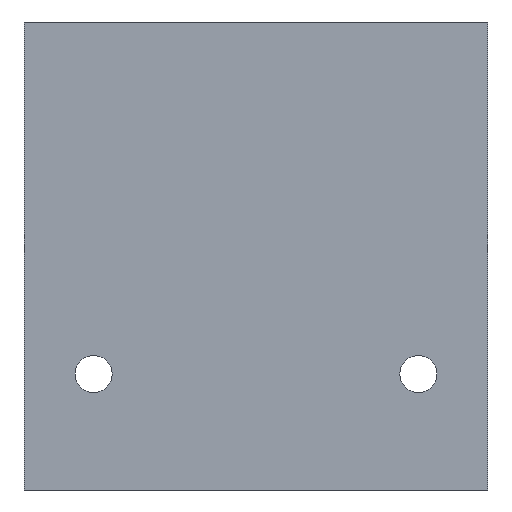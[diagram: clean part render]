
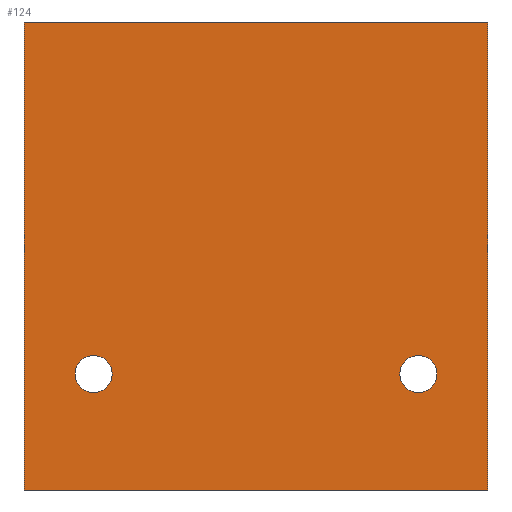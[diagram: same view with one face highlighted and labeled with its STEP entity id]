
A CAD part, front view. The second image highlights one B-rep face of the part: STEP entity #124.
In plain terms, the highlighted planar face has unit normal (0, -1, 0).
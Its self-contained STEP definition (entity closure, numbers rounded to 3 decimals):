
#100=FACE_BOUND('',#148,.T.);
#101=FACE_BOUND('',#149,.T.);
#102=FACE_BOUND('',#150,.T.);
#115=CIRCLE('',#295,3.2);
#116=CIRCLE('',#296,3.2);
#124=ADVANCED_FACE('',(#100,#101,#102),#135,.T.);
#135=PLANE('',#297);
#148=EDGE_LOOP('',(#184));
#149=EDGE_LOOP('',(#185));
#150=EDGE_LOOP('',(#186,#187,#188,#189));
#184=ORIENTED_EDGE('',*,*,#246,.F.);
#185=ORIENTED_EDGE('',*,*,#247,.F.);
#186=ORIENTED_EDGE('',*,*,#237,.T.);
#187=ORIENTED_EDGE('',*,*,#244,.T.);
#188=ORIENTED_EDGE('',*,*,#239,.F.);
#189=ORIENTED_EDGE('',*,*,#232,.T.);
#212=VERTEX_POINT('',#364);
#214=VERTEX_POINT('',#368);
#218=VERTEX_POINT('',#378);
#220=VERTEX_POINT('',#384);
#224=VERTEX_POINT('',#397);
#225=VERTEX_POINT('',#399);
#232=EDGE_CURVE('',#212,#214,#256,.T.);
#237=EDGE_CURVE('',#214,#218,#261,.T.);
#239=EDGE_CURVE('',#212,#220,#263,.T.);
#244=EDGE_CURVE('',#218,#220,#267,.T.);
#246=EDGE_CURVE('',#224,#224,#115,.T.);
#247=EDGE_CURVE('',#225,#225,#116,.T.);
#256=LINE('',#369,#274);
#261=LINE('',#379,#279);
#263=LINE('',#383,#281);
#267=LINE('',#393,#285);
#274=VECTOR('',#312,1.);
#279=VECTOR('',#319,1.);
#281=VECTOR('',#323,1.);
#285=VECTOR('',#331,1.);
#295=AXIS2_PLACEMENT_3D('',#396,#335,#336);
#296=AXIS2_PLACEMENT_3D('',#398,#337,#338);
#297=AXIS2_PLACEMENT_3D('',#400,#339,#340);
#312=DIRECTION('',(1.,0.,0.));
#319=DIRECTION('',(0.,0.,1.));
#323=DIRECTION('',(0.,0.,1.));
#331=DIRECTION('',(-1.,0.,0.));
#335=DIRECTION('',(0.,-1.,0.));
#336=DIRECTION('',(0.,0.,-1.));
#337=DIRECTION('',(0.,-1.,0.));
#338=DIRECTION('',(0.,0.,-1.));
#339=DIRECTION('',(0.,-1.,0.));
#340=DIRECTION('',(0.,0.,-1.));
#364=CARTESIAN_POINT('',(0.,0.,0.));
#368=CARTESIAN_POINT('',(80.,0.,0.));
#369=CARTESIAN_POINT('',(40.,0.,0.));
#378=CARTESIAN_POINT('',(80.,0.,80.7));
#379=CARTESIAN_POINT('',(80.,0.,0.));
#383=CARTESIAN_POINT('',(0.,0.,0.));
#384=CARTESIAN_POINT('',(0.,0.,80.7));
#393=CARTESIAN_POINT('',(40.,0.,80.7));
#396=CARTESIAN_POINT('',(12.,0.,20.));
#397=CARTESIAN_POINT('',(12.,0.,16.8));
#398=CARTESIAN_POINT('',(68.,0.,20.));
#399=CARTESIAN_POINT('',(68.,0.,16.8));
#400=CARTESIAN_POINT('',(40.,0.,0.));
